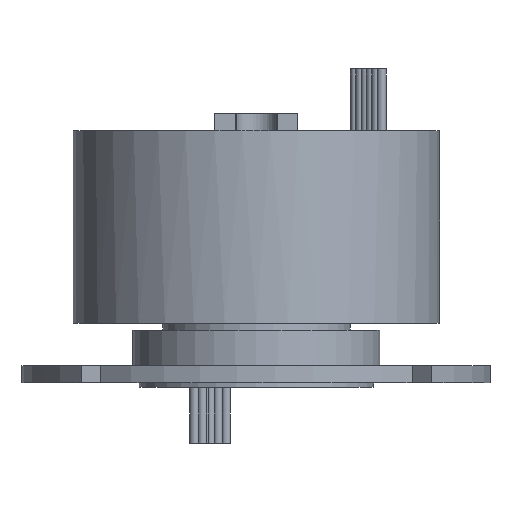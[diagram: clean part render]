
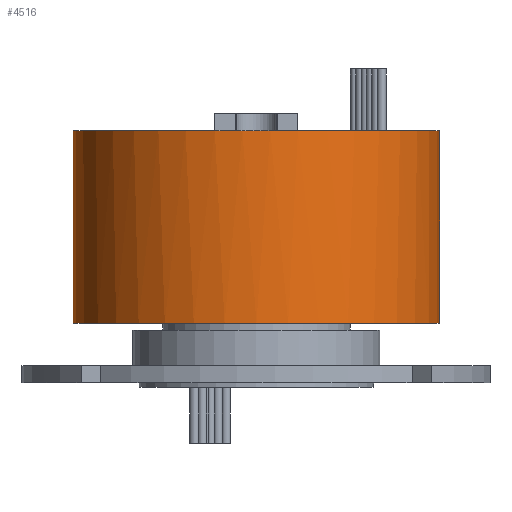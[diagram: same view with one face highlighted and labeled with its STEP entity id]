
A CAD part, front view. The second image highlights one B-rep face of the part: STEP entity #4516.
In plain terms, the highlighted cylindrical face has radius 43 mm (diameter 86 mm), a partial arc.
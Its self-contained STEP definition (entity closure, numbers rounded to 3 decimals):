
#99 = ORIENTED_EDGE ( 'NONE', *, *, #1933, .F. ) ;
#174 = CARTESIAN_POINT ( 'NONE',  ( 43., 0., 15. ) ) ;
#216 = VERTEX_POINT ( 'NONE', #4918 ) ;
#293 = EDGE_CURVE ( 'NONE', #3628, #216, #4503, .T. ) ;
#336 = CARTESIAN_POINT ( 'NONE',  ( 9.75, -41.88, 60.2 ) ) ;
#715 = CARTESIAN_POINT ( 'NONE',  ( 0., 0., 15. ) ) ;
#743 = DIRECTION ( 'NONE',  ( 0., 0., 1. ) ) ;
#764 = EDGE_CURVE ( 'NONE', #2249, #2086, #2339, .T. ) ;
#801 = ORIENTED_EDGE ( 'NONE', *, *, #764, .F. ) ;
#936 = VECTOR ( 'NONE', #4542, 1000. ) ;
#961 = ORIENTED_EDGE ( 'NONE', *, *, #3271, .T. ) ;
#1135 = DIRECTION ( 'NONE',  ( 1., 0., 0. ) ) ;
#1186 = LINE ( 'NONE', #3695, #4292 ) ;
#1273 = AXIS2_PLACEMENT_3D ( 'NONE', #3390, #4211, #2574 ) ;
#1277 = DIRECTION ( 'NONE',  ( 0., 0., -1. ) ) ;
#1754 = DIRECTION ( 'NONE',  ( 0., 0., 1. ) ) ;
#1849 = EDGE_CURVE ( 'NONE', #3426, #3989, #4336, .T. ) ;
#1907 = AXIS2_PLACEMENT_3D ( 'NONE', #715, #3549, #1135 ) ;
#1933 = EDGE_CURVE ( 'NONE', #216, #2249, #3959, .T. ) ;
#2086 = VERTEX_POINT ( 'NONE', #2375 ) ;
#2249 = VERTEX_POINT ( 'NONE', #336 ) ;
#2331 = DIRECTION ( 'NONE',  ( 0., 0., 1. ) ) ;
#2339 = CIRCLE ( 'NONE', #4981, 43. ) ;
#2375 = CARTESIAN_POINT ( 'NONE',  ( 43., 0., 60.2 ) ) ;
#2526 = CARTESIAN_POINT ( 'NONE',  ( -43., 0., 60.2 ) ) ;
#2574 = DIRECTION ( 'NONE',  ( -1., 0., 0. ) ) ;
#3004 = FACE_OUTER_BOUND ( 'NONE', #5182, .T. ) ;
#3167 = CARTESIAN_POINT ( 'NONE',  ( 0., 0., 60.2 ) ) ;
#3271 = EDGE_CURVE ( 'NONE', #3628, #3426, #1186, .T. ) ;
#3299 = EDGE_CURVE ( 'NONE', #2086, #3989, #4175, .T. ) ;
#3390 = CARTESIAN_POINT ( 'NONE',  ( 0., 0., 60.2 ) ) ;
#3426 = VERTEX_POINT ( 'NONE', #4826 ) ;
#3549 = DIRECTION ( 'NONE',  ( 0., 0., 1. ) ) ;
#3576 = DIRECTION ( 'NONE',  ( 1., 0., 0. ) ) ;
#3628 = VERTEX_POINT ( 'NONE', #2526 ) ;
#3695 = CARTESIAN_POINT ( 'NONE',  ( -43., 0., 60.2 ) ) ;
#3751 = ORIENTED_EDGE ( 'NONE', *, *, #293, .F. ) ;
#3959 = CIRCLE ( 'NONE', #5195, 43. ) ;
#3960 = CYLINDRICAL_SURFACE ( 'NONE', #1273, 43. ) ;
#3989 = VERTEX_POINT ( 'NONE', #174 ) ;
#4175 = LINE ( 'NONE', #4961, #936 ) ;
#4189 = CARTESIAN_POINT ( 'NONE',  ( 0., 0., 60.2 ) ) ;
#4211 = DIRECTION ( 'NONE',  ( 0., 0., -1. ) ) ;
#4292 = VECTOR ( 'NONE', #1277, 1000. ) ;
#4336 = CIRCLE ( 'NONE', #1907, 43. ) ;
#4503 = CIRCLE ( 'NONE', #4839, 43. ) ;
#4516 = ADVANCED_FACE ( 'NONE', ( #3004 ), #3960, .T. ) ;
#4542 = DIRECTION ( 'NONE',  ( 0., 0., -1. ) ) ;
#4554 = ORIENTED_EDGE ( 'NONE', *, *, #1849, .T. ) ;
#4600 = DIRECTION ( 'NONE',  ( 1., 0., 0. ) ) ;
#4762 = CARTESIAN_POINT ( 'NONE',  ( 0., 0., 60.2 ) ) ;
#4826 = CARTESIAN_POINT ( 'NONE',  ( -43., 0., 15. ) ) ;
#4839 = AXIS2_PLACEMENT_3D ( 'NONE', #4189, #1754, #4600 ) ;
#4918 = CARTESIAN_POINT ( 'NONE',  ( -9.75, -41.88, 60.2 ) ) ;
#4961 = CARTESIAN_POINT ( 'NONE',  ( 43., 0., 60.2 ) ) ;
#4981 = AXIS2_PLACEMENT_3D ( 'NONE', #3167, #743, #3576 ) ;
#5058 = ORIENTED_EDGE ( 'NONE', *, *, #3299, .F. ) ;
#5172 = DIRECTION ( 'NONE',  ( 1., 0., 0. ) ) ;
#5182 = EDGE_LOOP ( 'NONE', ( #5058, #801, #99, #3751, #961, #4554 ) ) ;
#5195 = AXIS2_PLACEMENT_3D ( 'NONE', #4762, #2331, #5172 ) ;
